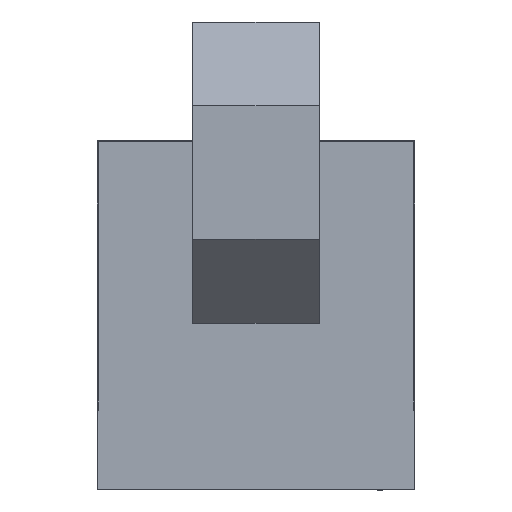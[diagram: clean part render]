
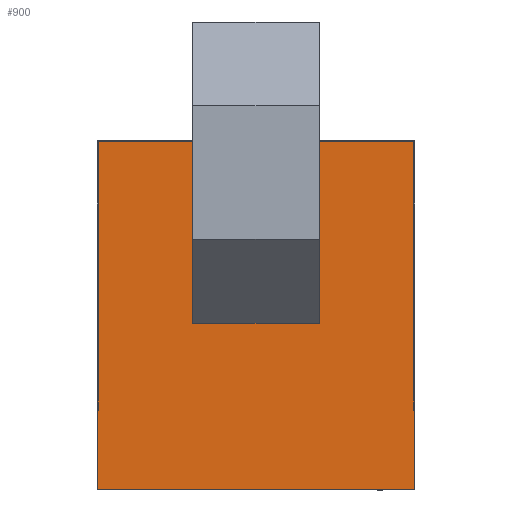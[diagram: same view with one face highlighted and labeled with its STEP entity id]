
A CAD part, top view. The second image highlights one B-rep face of the part: STEP entity #900.
In plain terms, the highlighted planar face has unit normal (0, 0, 1).
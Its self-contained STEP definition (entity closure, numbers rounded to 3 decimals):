
#34 = VECTOR ( 'NONE', #471, 1000. ) ;
#51 = DIRECTION ( 'NONE',  ( 0., 1., 0. ) ) ;
#60 = CARTESIAN_POINT ( 'NONE',  ( -4., -4.05, 0. ) ) ;
#97 = CARTESIAN_POINT ( 'NONE',  ( -10., -15., 0. ) ) ;
#124 = VERTEX_POINT ( 'NONE', #820 ) ;
#137 = CARTESIAN_POINT ( 'NONE',  ( -4., 1.95, 0. ) ) ;
#213 = ORIENTED_EDGE ( 'NONE', *, *, #698, .T. ) ;
#224 = VECTOR ( 'NONE', #978, 1000. ) ;
#226 = ORIENTED_EDGE ( 'NONE', *, *, #1368, .T. ) ;
#229 = DIRECTION ( 'NONE',  ( 0., 1., 0. ) ) ;
#244 = VECTOR ( 'NONE', #51, 1000. ) ;
#250 = VERTEX_POINT ( 'NONE', #97 ) ;
#261 = DIRECTION ( 'NONE',  ( 0., 0., 1. ) ) ;
#315 = EDGE_CURVE ( 'NONE', #617, #977, #438, .T. ) ;
#320 = VECTOR ( 'NONE', #772, 1000. ) ;
#322 = VECTOR ( 'NONE', #630, 1000. ) ;
#324 = LINE ( 'NONE', #691, #244 ) ;
#336 = LINE ( 'NONE', #899, #320 ) ;
#428 = VERTEX_POINT ( 'NONE', #1178 ) ;
#436 = VECTOR ( 'NONE', #1586, 1000. ) ;
#438 = LINE ( 'NONE', #1576, #1162 ) ;
#441 = EDGE_CURVE ( 'NONE', #124, #1225, #324, .T. ) ;
#471 = DIRECTION ( 'NONE',  ( 1., 0., 0. ) ) ;
#476 = PLANE ( 'NONE',  #894 ) ;
#499 = CARTESIAN_POINT ( 'NONE',  ( 0., 1.95, 0. ) ) ;
#516 = LINE ( 'NONE', #568, #663 ) ;
#517 = DIRECTION ( 'NONE',  ( 1., 0., 0. ) ) ;
#528 = EDGE_CURVE ( 'NONE', #1225, #617, #880, .T. ) ;
#530 = CARTESIAN_POINT ( 'NONE',  ( 0., -4.05, 0. ) ) ;
#551 = VECTOR ( 'NONE', #634, 1000. ) ;
#568 = CARTESIAN_POINT ( 'NONE',  ( 0., -20., 0. ) ) ;
#586 = EDGE_CURVE ( 'NONE', #959, #428, #1211, .T. ) ;
#600 = CARTESIAN_POINT ( 'NONE',  ( 0., -7.5, 0. ) ) ;
#614 = CARTESIAN_POINT ( 'NONE',  ( 4., -7.5, 0. ) ) ;
#617 = VERTEX_POINT ( 'NONE', #1501 ) ;
#630 = DIRECTION ( 'NONE',  ( -1., 0., 0. ) ) ;
#634 = DIRECTION ( 'NONE',  ( -1., 0., 0. ) ) ;
#663 = VECTOR ( 'NONE', #1320, 1000. ) ;
#690 = ORIENTED_EDGE ( 'NONE', *, *, #1145, .T. ) ;
#691 = CARTESIAN_POINT ( 'NONE',  ( 10., -7.5, 0. ) ) ;
#698 = EDGE_CURVE ( 'NONE', #754, #124, #516, .T. ) ;
#704 = LINE ( 'NONE', #530, #1159 ) ;
#724 = CARTESIAN_POINT ( 'NONE',  ( -10., -20., 0. ) ) ;
#752 = VERTEX_POINT ( 'NONE', #1237 ) ;
#754 = VERTEX_POINT ( 'NONE', #724 ) ;
#757 = ORIENTED_EDGE ( 'NONE', *, *, #1547, .F. ) ;
#758 = DIRECTION ( 'NONE',  ( 0., 1., 0. ) ) ;
#760 = EDGE_CURVE ( 'NONE', #797, #961, #1030, .T. ) ;
#763 = DIRECTION ( 'NONE',  ( 0., -1., 0. ) ) ;
#772 = DIRECTION ( 'NONE',  ( 0., -1., 0. ) ) ;
#797 = VERTEX_POINT ( 'NONE', #1226 ) ;
#820 = CARTESIAN_POINT ( 'NONE',  ( 10., -20., 0. ) ) ;
#841 = VECTOR ( 'NONE', #763, 1000. ) ;
#859 = LINE ( 'NONE', #1589, #1210 ) ;
#862 = CARTESIAN_POINT ( 'NONE',  ( 0., -15., 0. ) ) ;
#880 = LINE ( 'NONE', #862, #224 ) ;
#881 = CARTESIAN_POINT ( 'NONE',  ( 10., -15., 0. ) ) ;
#891 = ORIENTED_EDGE ( 'NONE', *, *, #760, .T. ) ;
#894 = AXIS2_PLACEMENT_3D ( 'NONE', #600, #261, #517 ) ;
#899 = CARTESIAN_POINT ( 'NONE',  ( -10., -7.5, 0. ) ) ;
#900 = ADVANCED_FACE ( 'NONE', ( #1233 ), #476, .T. ) ;
#925 = EDGE_CURVE ( 'NONE', #977, #797, #1447, .T. ) ;
#959 = VERTEX_POINT ( 'NONE', #137 ) ;
#961 = VERTEX_POINT ( 'NONE', #1251 ) ;
#977 = VERTEX_POINT ( 'NONE', #1007 ) ;
#978 = DIRECTION ( 'NONE',  ( -1., 0., 0. ) ) ;
#988 = EDGE_CURVE ( 'NONE', #1434, #959, #859, .T. ) ;
#989 = EDGE_CURVE ( 'NONE', #428, #752, #1461, .T. ) ;
#991 = CARTESIAN_POINT ( 'NONE',  ( -9.95, -7.5, 0. ) ) ;
#1007 = CARTESIAN_POINT ( 'NONE',  ( 9.95, 1.95, 0. ) ) ;
#1030 = LINE ( 'NONE', #614, #436 ) ;
#1060 = ORIENTED_EDGE ( 'NONE', *, *, #988, .T. ) ;
#1145 = EDGE_CURVE ( 'NONE', #961, #1434, #704, .T. ) ;
#1149 = ORIENTED_EDGE ( 'NONE', *, *, #989, .T. ) ;
#1154 = ORIENTED_EDGE ( 'NONE', *, *, #586, .T. ) ;
#1159 = VECTOR ( 'NONE', #1509, 1000. ) ;
#1162 = VECTOR ( 'NONE', #229, 1000. ) ;
#1178 = CARTESIAN_POINT ( 'NONE',  ( -9.95, 1.95, 0. ) ) ;
#1210 = VECTOR ( 'NONE', #758, 1000. ) ;
#1211 = LINE ( 'NONE', #1394, #322 ) ;
#1225 = VERTEX_POINT ( 'NONE', #881 ) ;
#1226 = CARTESIAN_POINT ( 'NONE',  ( 4., 1.95, 0. ) ) ;
#1233 = FACE_OUTER_BOUND ( 'NONE', #1362, .T. ) ;
#1237 = CARTESIAN_POINT ( 'NONE',  ( -9.95, -15., 0. ) ) ;
#1251 = CARTESIAN_POINT ( 'NONE',  ( 4., -4.05, 0. ) ) ;
#1277 = LINE ( 'NONE', #1332, #34 ) ;
#1296 = ORIENTED_EDGE ( 'NONE', *, *, #925, .T. ) ;
#1320 = DIRECTION ( 'NONE',  ( 1., 0., 0. ) ) ;
#1332 = CARTESIAN_POINT ( 'NONE',  ( 0., -15., 0. ) ) ;
#1362 = EDGE_LOOP ( 'NONE', ( #213, #1397, #1417, #1453, #1296, #891, #690, #1060, #1154, #1149, #757, #226 ) ) ;
#1368 = EDGE_CURVE ( 'NONE', #250, #754, #336, .T. ) ;
#1394 = CARTESIAN_POINT ( 'NONE',  ( 0., 1.95, 0. ) ) ;
#1397 = ORIENTED_EDGE ( 'NONE', *, *, #441, .T. ) ;
#1417 = ORIENTED_EDGE ( 'NONE', *, *, #528, .T. ) ;
#1434 = VERTEX_POINT ( 'NONE', #60 ) ;
#1447 = LINE ( 'NONE', #499, #551 ) ;
#1453 = ORIENTED_EDGE ( 'NONE', *, *, #315, .T. ) ;
#1461 = LINE ( 'NONE', #991, #841 ) ;
#1501 = CARTESIAN_POINT ( 'NONE',  ( 9.95, -15., 0. ) ) ;
#1509 = DIRECTION ( 'NONE',  ( -1., 0., 0. ) ) ;
#1547 = EDGE_CURVE ( 'NONE', #250, #752, #1277, .T. ) ;
#1576 = CARTESIAN_POINT ( 'NONE',  ( 9.95, -7.5, 0. ) ) ;
#1586 = DIRECTION ( 'NONE',  ( 0., -1., 0. ) ) ;
#1589 = CARTESIAN_POINT ( 'NONE',  ( -4., -7.5, 0. ) ) ;
